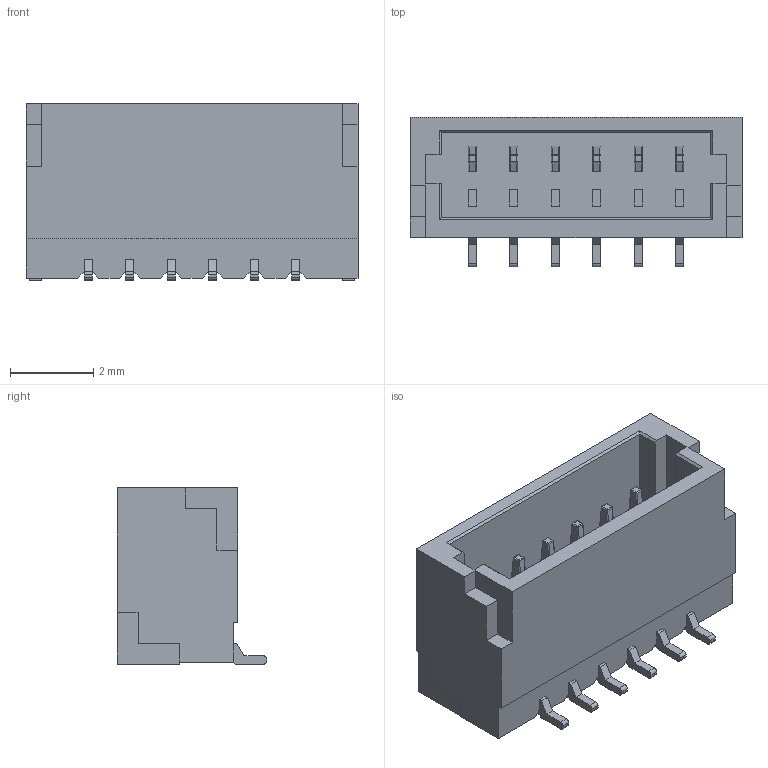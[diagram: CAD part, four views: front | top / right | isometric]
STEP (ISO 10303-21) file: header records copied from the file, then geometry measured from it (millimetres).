
FILE_DESCRIPTION(('FreeCAD Model'),'2;1');
FILE_NAME('User Library-JST - BM06B-SRSS-TB (SH SERIES - 1.0mm PITCH WIRE-TO-BOARD SMT).step','2021-01-09T20:49:50',( 'kicad StepUp'),('ksu MCAD'),'Open CASCADE STEP processor 7.3', 'FreeCAD','Unknown');
FILE_SCHEMA(('AUTOMOTIVE_DESIGN { 1 0 10303 214 1 1 1 1 }'));
Length unit declared in the file: millimetre
Products named in the file (1): User_Library-JST_-_BM06B-SRSS-TB_(SH_SERIES_-_1.0mm_PITCH_
WIRE-TO-BOARD,_SMT)
Bounding box: 8 x 3.6 x 4.25 mm (x, y, z)
Volume: 53.4 mm3; surface area: 287 mm2
Topology: 15 solids, 15 shells, 391 faces, 2919 edges, 8386 vertices
Faces by surface type: plane 295, cylinder 72, sphere 24
Entity records: 33642 total; most frequent: CARTESIAN_POINT 12105, DIRECTION 3895, LINE 2391, VECTOR 2391, GEOMETRIC_CURVE_SET 1931, ORIENTED_EDGE 1930, TRIMMED_CURVE 1930, EDGE_CURVE 965
